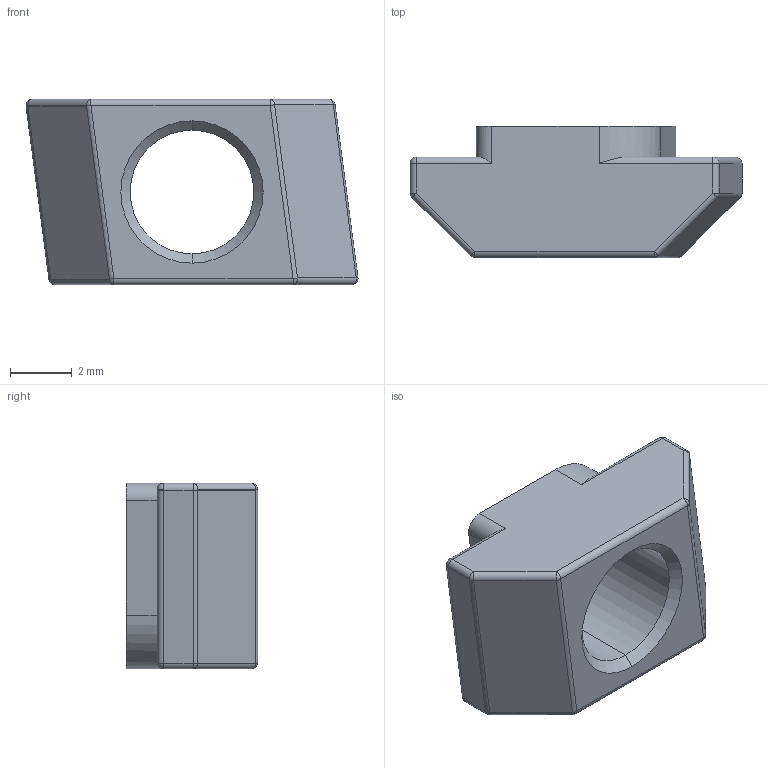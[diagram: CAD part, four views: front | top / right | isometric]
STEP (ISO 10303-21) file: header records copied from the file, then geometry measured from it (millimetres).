
FILE_DESCRIPTION (( 'STEP AP214' ), '1' );
FILE_NAME ('A489 Ðîìá-ñóõàðü Ì5, ïàç 6.STEP', '2021-06-22T10:31:35', ( '' ), ( '' ), 'SwSTEP 2.0', 'SolidWorks 2021', '' );
FILE_SCHEMA (( 'AUTOMOTIVE_DESIGN' ));
Length unit declared in the file: millimetre
Products named in the file (1): A489 Ðîìá-ñóõàðü Ì5, ïàç 6
Bounding box: 10.74 x 4.25 x 6 mm (x, y, z)
Volume: 149.1 mm3; surface area: 243.3 mm2
Topology: 1 solids, 1 shells, 56 faces, 130 edges, 68 vertices
Faces by surface type: cylinder 27, sphere 13, plane 12, cone 4
Entity records: 1565 total; most frequent: DIRECTION 287, CARTESIAN_POINT 265, ORIENTED_EDGE 242, EDGE_CURVE 121, AXIS2_PLACEMENT_3D 113, VERTEX_POINT 67, LINE 61, VECTOR 61
